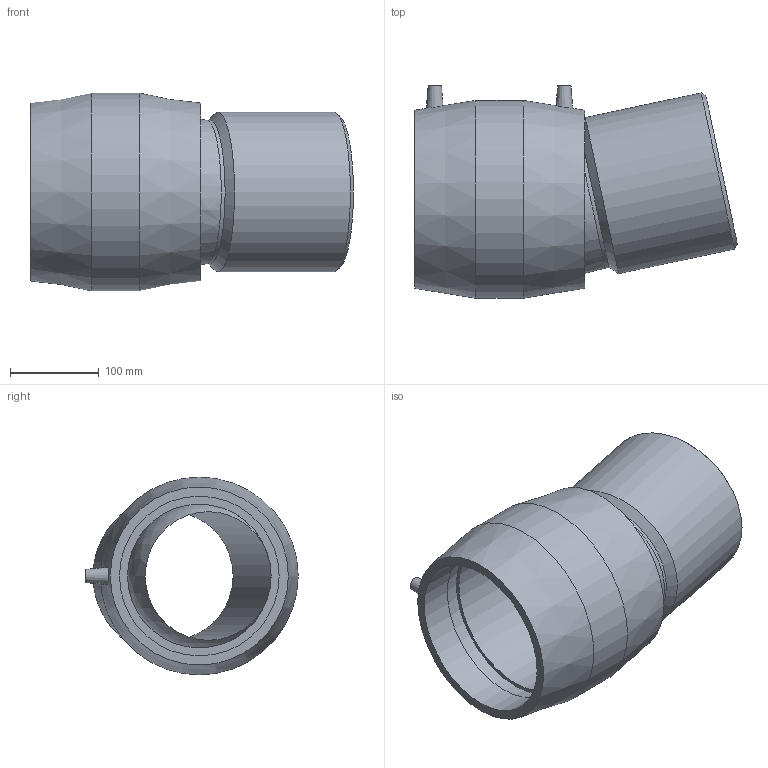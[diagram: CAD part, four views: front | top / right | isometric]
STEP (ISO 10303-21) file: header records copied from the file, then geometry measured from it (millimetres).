
FILE_DESCRIPTION(/* description */ ('PLASSON ADJUSTABLE ELBOW (ONE SIDE) 180'),/* implementation_level */ '2;1');
FILE_NAME(/* name */ '4947D4180.ipt.stp',/* time_stamp */ '2017-11-06T09:18:00+02:00',/* author */ ('KIM'),/* organization */ (''),/* preprocessor_version */ 'ST-DEVELOPER v15.6',/* originating_system */ 'Autodesk Inventor 2015',/* authorisation */ '');
FILE_SCHEMA (('AUTOMOTIVE_DESIGN { 1 0 10303 214 3 1 1 }'));
Length unit declared in the file: millimetre
Products named in the file (1): 4947D4180
Bounding box: 364.07 x 239.5 x 223 mm (x, y, z)
Volume: 3815493.5 mm3; surface area: 456698 mm2
Topology: 1 solids, 1 shells, 32 faces, 64 edges, 41 vertices
Faces by surface type: cylinder 12, plane 11, cone 7, sphere 2
Full cylindrical faces by diameter (mm): 4 x2, 10 x2, 145.081 x1, 162 x1, 180 x3, 223 x1
Entity records: 866 total; most frequent: CARTESIAN_POINT 275, DIRECTION 132, ORIENTED_EDGE 74, AXIS2_PLACEMENT_3D 66, EDGE_LOOP 60, EDGE_CURVE 37, VERTEX_POINT 33, FACE_OUTER_BOUND 32
